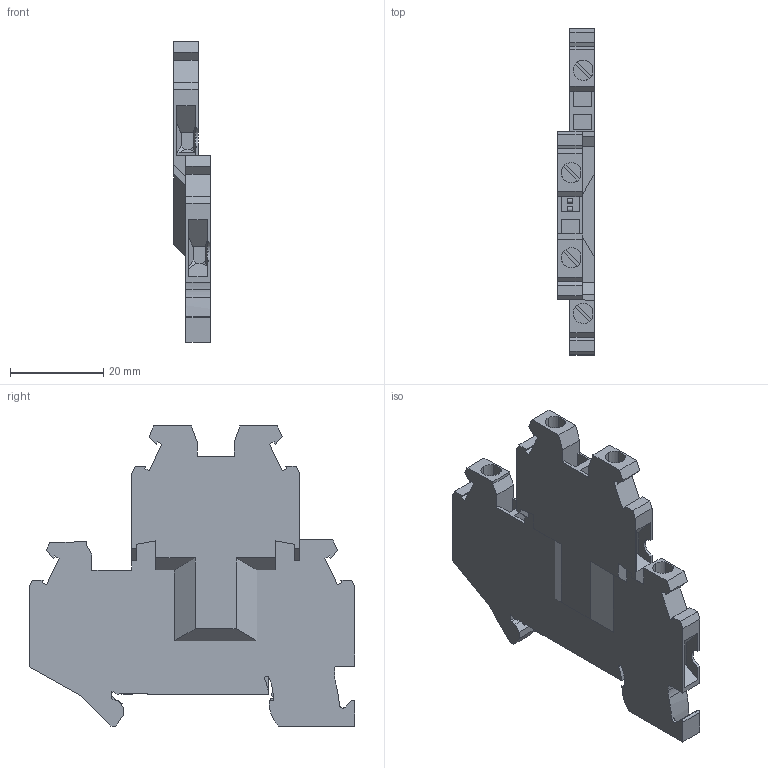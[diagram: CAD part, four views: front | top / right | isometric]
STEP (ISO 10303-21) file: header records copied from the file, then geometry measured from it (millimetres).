
FILE_DESCRIPTION(('STEP AP214'),'1');
FILE_NAME('cctmp_0FABC48E-3347-4748-9045-03F27CB9F14F_2023_07_24_09_32_11_0328..stp','2023-07-24T07:32:11',('SIEMENS A&D'),('CADClick - www.CADClick.com'),'Spatial InterOp 3D postprocessed',' ','unknown authorization');
FILE_SCHEMA(('AUTOMOTIVE_DESIGN'));
Length unit declared in the file: millimetre
Products named in the file (1): 2023_07_24_09_32_11_0318
Bounding box: 7.72 x 69.9 x 64.35 mm (x, y, z)
Volume: 12793.7 mm3; surface area: 9812 mm2
Topology: 1 solids, 1 shells, 321 faces, 908 edges, 594 vertices
Faces by surface type: plane 281, cylinder 40
Entity records: 11230 total; most frequent: CARTESIAN_POINT 1824, ORIENTED_EDGE 1816, DIRECTION 1655, EDGE_CURVE 908, LINE 805, VECTOR 805, VERTEX_POINT 594, AXIS2_PLACEMENT_3D 425
